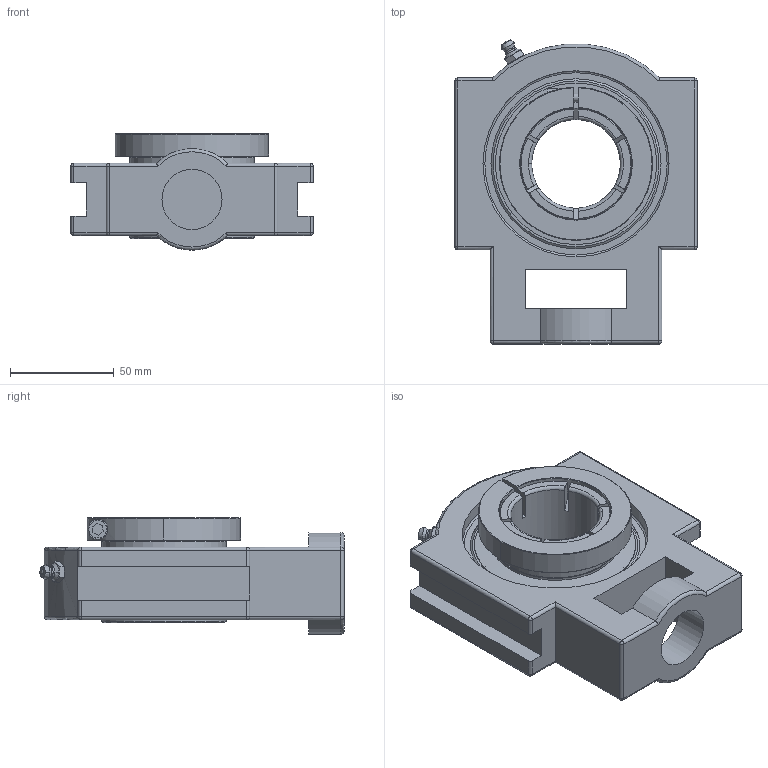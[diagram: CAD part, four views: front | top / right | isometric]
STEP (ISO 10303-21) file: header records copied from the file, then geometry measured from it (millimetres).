
FILE_DESCRIPTION(('HOOPS Exchange Step'),'2;1');
FILE_NAME('export-A9E590BD-0AFF-4EC9-8512-6A1C75EDC249.stp','2019-12-18T08:41:33-08:00',('ibuslach'),('Alibre'),'HOOPS Exchange 2019.2','Alibre','Unknown authorisation');
FILE_SCHEMA( ('AP242_MANAGED_MODEL_BASED_3D_ENGINEERING_MIM_LF {1 0 10303 442 1 1 4 }') );
Length unit declared in the file: centimetre
Products named in the file (8): MRN ST 209; UCP ZERK 6mm; SUE 209 LOCK RING; SUE 209 SHIELD; SUE 207 BOLT; SUE 209-27 RACES; MRN SUE 209-27; MRN SUET 209-27
Assembly tree (8 placements, depth 3):
  MRN SUET 209-27
    MRN ST 209
    UCP ZERK 6mm
    MRN SUE 209-27
      SUE 209 LOCK RING
      SUE 209 SHIELD  x2
      SUE 207 BOLT
      SUE 209-27 RACES
Bounding box: 117 x 146.86 x 56.2 mm (x, y, z)
Volume: 342767.9 mm3; surface area: 101393.3 mm2
Topology: 8 solids, 8 shells, 272 faces, 730 edges, 458 vertices
Faces by surface type: cylinder 88, plane 88, cone 40, torus 31, sphere 21, bspline 4
Full cylindrical faces by diameter (mm): 1.976 x2, 4.134 x1, 4.137 x1, 5.8 x1, 6 x2, 8.5 x1, 29 x1, 42.862 x1, 60 x4, 61.016 x2, 76 x2, 78 x2, 89.839 x2
Entity records: 12966 total; most frequent: CARTESIAN_POINT 6161, DIRECTION 1445, ORIENTED_EDGE 1384, EDGE_CURVE 692, AXIS2_PLACEMENT_3D 577, VERTEX_POINT 444, VECTOR 291, LINE 291
